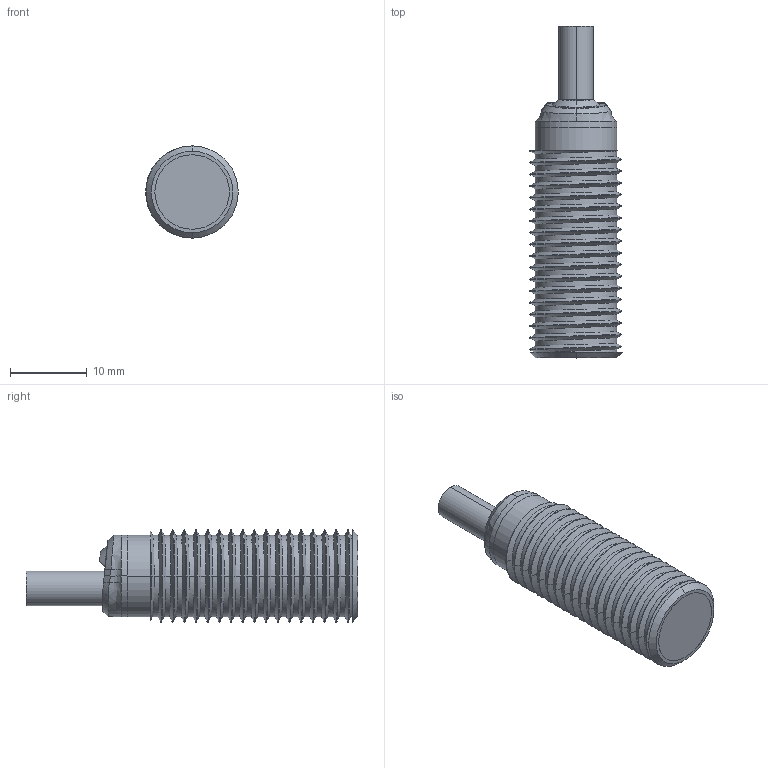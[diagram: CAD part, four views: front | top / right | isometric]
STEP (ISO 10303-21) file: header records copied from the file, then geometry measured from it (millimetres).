
FILE_DESCRIPTION(('STEP AP214'),'1');
FILE_NAME('cctmp_4C0B0D90-D35A-4938-8C1C-12221AAC883E_2025_02_28_10_54_53_0670_3016..stp','2025-02-28T09:54:53',('Pepperl+Fuchs GmbH'),('CADClick - www.CADClick.com'),'Spatial InterOp 3D',' ','unknown authorization');
FILE_SCHEMA(('AUTOMOTIVE_DESIGN'));
Length unit declared in the file: millimetre
Products named in the file (6): NBB4-12GM30-E2; 2025_02_28_10_54_53_0670; NBB4-12GM30-E2_3; 2025_02_28_10_54_53_0654; NBB4-12GM30-E2_2; NBB4-12GM30-E2_1
Assembly tree (5 placements, depth 2):
  NBB4-12GM30-E2
    2025_02_28_10_54_53_0670
    NBB4-12GM30-E2_3
    2025_02_28_10_54_53_0654
    NBB4-12GM30-E2_2
    NBB4-12GM30-E2_1
Bounding box: 12.04 x 43.21 x 12 mm (x, y, z)
Volume: 2984.1 mm3; surface area: 2567.3 mm2
Topology: 5 solids, 5 shells, 208 faces, 437 edges, 242 vertices
Faces by surface type: cylinder 86, cone 81, bspline 22, plane 19
Entity records: 11392 total; most frequent: CARTESIAN_POINT 5396, ORIENTED_EDGE 874, DIRECTION 816, EDGE_CURVE 437, AXIS2_PLACEMENT_3D 317, VERTEX_POINT 242, STYLED_ITEM 217, PRESENTATION_STYLE_ASSIGNMENT 217
